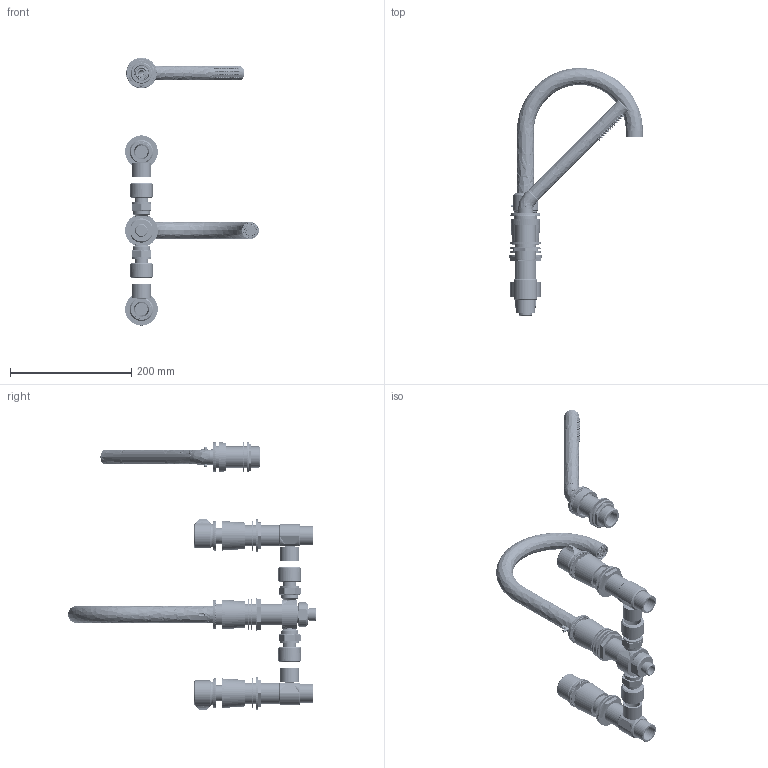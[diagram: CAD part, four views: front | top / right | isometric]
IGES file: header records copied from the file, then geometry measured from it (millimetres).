
Global section: file name: T20KA48-CTR; native system: Autodesk Inventor 2020; preprocessor: unknown; author: camerond; date: 20221208.104442; units: millimetre
Bounding box: 220.97 x 409.59 x 443.54 mm (x, y, z)
Volume: 836785.4 mm3; surface area: 486501.2 mm2
Topology: 101 solids, 111 shells, 4667 faces, 13230 edges, 8981 vertices
Faces by surface type: bspline 4667
